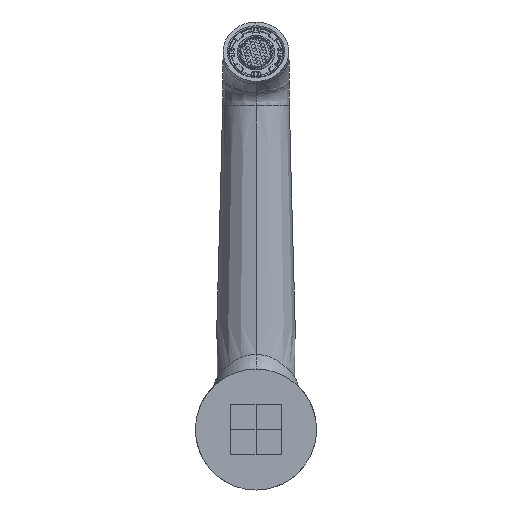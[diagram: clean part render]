
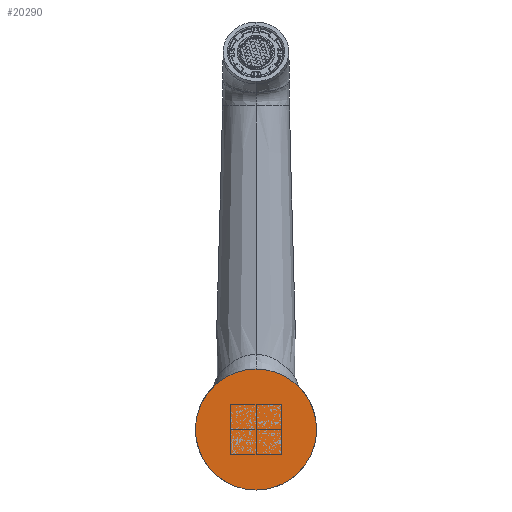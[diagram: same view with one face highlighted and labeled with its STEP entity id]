
A CAD part, front view. The second image highlights one B-rep face of the part: STEP entity #20290.
In plain terms, the highlighted planar face has unit normal (0, -1, 0).
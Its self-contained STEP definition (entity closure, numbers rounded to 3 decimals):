
#341=CARTESIAN_POINT('',(0.,0.,24.));
#342=CARTESIAN_POINT('',(-3.142,0.,24.));
#343=CARTESIAN_POINT('',(-9.423,0.,22.75));
#344=CARTESIAN_POINT('',(-17.413,0.,17.413));
#345=CARTESIAN_POINT('',(-22.749,0.,9.423));
#346=CARTESIAN_POINT('',(-24.625,0.,0.));
#347=CARTESIAN_POINT('',(-22.749,0.,-9.423));
#348=CARTESIAN_POINT('',(-17.413,0.,-17.413));
#349=CARTESIAN_POINT('',(-9.423,0.,-22.75));
#350=CARTESIAN_POINT('',(-3.142,0.,-24.));
#351=CARTESIAN_POINT('',(0.,0.,-24.));
#353=CARTESIAN_POINT('',(0.,0.,-24.));
#354=CARTESIAN_POINT('',(3.142,0.,-24.));
#355=CARTESIAN_POINT('',(9.423,0.,-22.75));
#356=CARTESIAN_POINT('',(17.413,0.,-17.413));
#357=CARTESIAN_POINT('',(22.749,0.,-9.423));
#358=CARTESIAN_POINT('',(24.625,0.,0.));
#359=CARTESIAN_POINT('',(22.749,0.,9.423));
#360=CARTESIAN_POINT('',(17.413,0.,17.413));
#361=CARTESIAN_POINT('',(9.423,0.,22.75));
#362=CARTESIAN_POINT('',(3.142,0.,24.));
#363=CARTESIAN_POINT('',(0.,0.,24.));
#17774=VERTEX_POINT('',#341);
#17775=VERTEX_POINT('',#351);
#20280=CARTESIAN_POINT('',(0.,0.,0.));
#20281=DIRECTION('',(0.,1.,0.));
#20282=DIRECTION('',(0.,0.,1.));
#20283=AXIS2_PLACEMENT_3D('',#20280,#20281,#20282);
#20284=PLANE('',#20283);
#20285=ORIENTED_EDGE('',*,*,#20259,.F.);
#20287=ORIENTED_EDGE('',*,*,#20286,.F.);
#20288=EDGE_LOOP('',(#20285,#20287));
#20289=FACE_OUTER_BOUND('',#20288,.F.);
#352=B_SPLINE_CURVE_WITH_KNOTS('',3,(#341,#342,#343,#344,#345,#346,#347,#348,
#349,#350,#351),.UNSPECIFIED.,.F.,.F.,(4,1,1,1,1,1,1,1,4),(0.,0.125,0.25,
0.375,0.5,0.625,0.75,0.875,1.),.UNSPECIFIED.);
#364=B_SPLINE_CURVE_WITH_KNOTS('',3,(#353,#354,#355,#356,#357,#358,#359,#360,
#361,#362,#363),.UNSPECIFIED.,.F.,.F.,(4,1,1,1,1,1,1,1,4),(0.,0.125,0.25,
0.375,0.5,0.625,0.75,0.875,1.),.UNSPECIFIED.);
#20259=EDGE_CURVE('',#17774,#17775,#352,.T.);
#20286=EDGE_CURVE('',#17775,#17774,#364,.T.);
#20290=ADVANCED_FACE('',(#20289),#20284,.F.);
